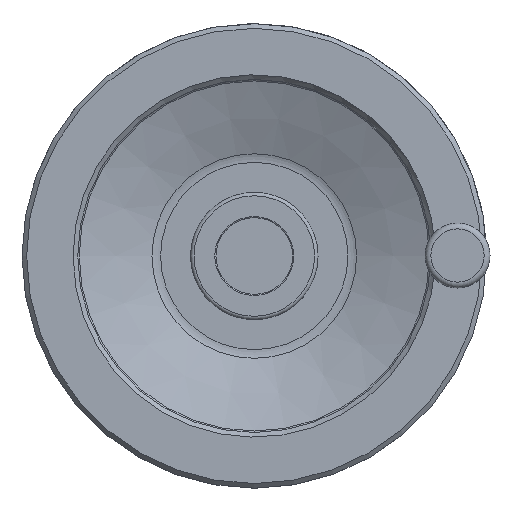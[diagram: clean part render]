
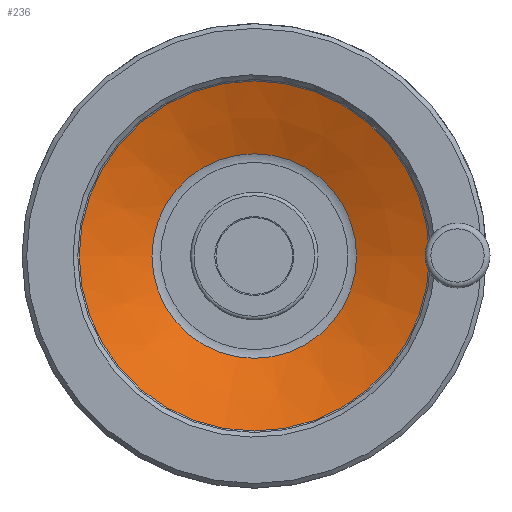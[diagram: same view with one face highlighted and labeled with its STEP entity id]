
A CAD part, top view. The second image highlights one B-rep face of the part: STEP entity #236.
In plain terms, the highlighted conical face has half-angle 68.199 degrees and reference radius 42.25 mm.
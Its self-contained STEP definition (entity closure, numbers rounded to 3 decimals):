
#236 = ADVANCED_FACE( '', ( #613, #614 ), #615, .F. );
#613 = FACE_BOUND( '', #1389, .T. );
#614 = FACE_OUTER_BOUND( '', #1390, .T. );
#615 = CONICAL_SURFACE( '', #1391, 42.25, 1.19 );
#1389 = EDGE_LOOP( '', ( #4002 ) );
#1390 = EDGE_LOOP( '', ( #4003 ) );
#1391 = AXIS2_PLACEMENT_3D( '', #4004, #4005, #4006 );
#4002 = ORIENTED_EDGE( '', *, *, #5172, .T. );
#4003 = ORIENTED_EDGE( '', *, *, #5173, .T. );
#4004 = CARTESIAN_POINT( '', ( 0., 0., 24.4 ) );
#4005 = DIRECTION( '', ( 0., 0., 1. ) );
#4006 = DIRECTION( '', ( 1., 0., 0. ) );
#5172 = EDGE_CURVE( '', #5723, #5723, #5724, .T. );
#5173 = EDGE_CURVE( '', #5725, #5725, #5726, .T. );
#5723 = VERTEX_POINT( '', #6647 );
#5724 = CIRCLE( '', #6648, 44.038 );
#5725 = VERTEX_POINT( '', #6649 );
#5726 = CIRCLE( '', #6650, 75.371 );
#6647 = CARTESIAN_POINT( '', ( -44.038, 0., 25.115 ) );
#6648 = AXIS2_PLACEMENT_3D( '', #8470, #8471, #8472 );
#6649 = CARTESIAN_POINT( '', ( 75.371, 0., 37.649 ) );
#6650 = AXIS2_PLACEMENT_3D( '', #8473, #8474, #8475 );
#8470 = CARTESIAN_POINT( '', ( 0., 0., 25.115 ) );
#8471 = DIRECTION( '', ( 0., 0., -1. ) );
#8472 = DIRECTION( '', ( -1., 0., 0. ) );
#8473 = CARTESIAN_POINT( '', ( 0., 0., 37.649 ) );
#8474 = DIRECTION( '', ( 0., 0., 1. ) );
#8475 = DIRECTION( '', ( 1., 0., 0. ) );
